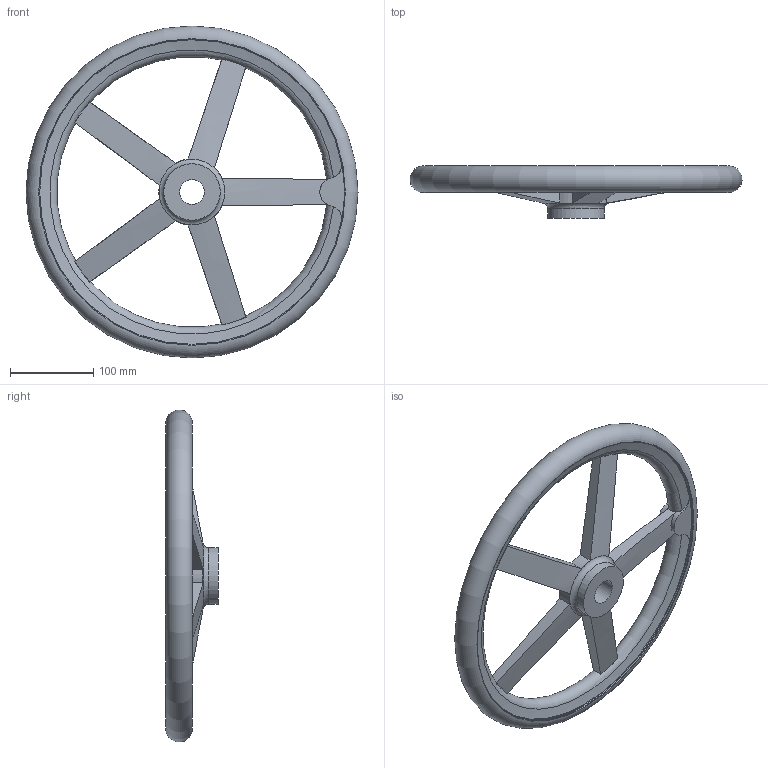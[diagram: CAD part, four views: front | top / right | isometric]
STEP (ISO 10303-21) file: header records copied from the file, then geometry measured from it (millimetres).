
FILE_DESCRIPTION( ( 'STEP AP214' ), '1' );
FILE_NAME( 'K0671.0400X30.stp', '2020-12-09T10:58:36', ( '' ), ( '' ), ' ', 'PARTsolutions', ' ' );
FILE_SCHEMA( ( 'AUTOMOTIVE_DESIGN { 1 0 10303 214 1 1 1 1 }' ) );
Length unit declared in the file: millimetre
Products named in the file (1): _K0671.0400X30
Bounding box: 399.94 x 62.99 x 399.94 mm (x, y, z)
Volume: 1379175.4 mm3; surface area: 201172.4 mm2
Topology: 1 solids, 1 shells, 52 faces, 158 edges, 102 vertices
Faces by surface type: torus 18, cylinder 16, plane 14, cone 4
Full cylindrical faces by diameter (mm): 30 x1, 68 x2, 368 x2
Entity records: 2654 total; most frequent: CARTESIAN_POINT 952, ORIENTED_EDGE 280, DIRECTION 232, EDGE_CURVE 140, AXIS2_PLACEMENT_3D 107, VERTEX_POINT 99, EDGE_LOOP 72, B_SPLINE_CURVE_WITH_KNOTS 68
